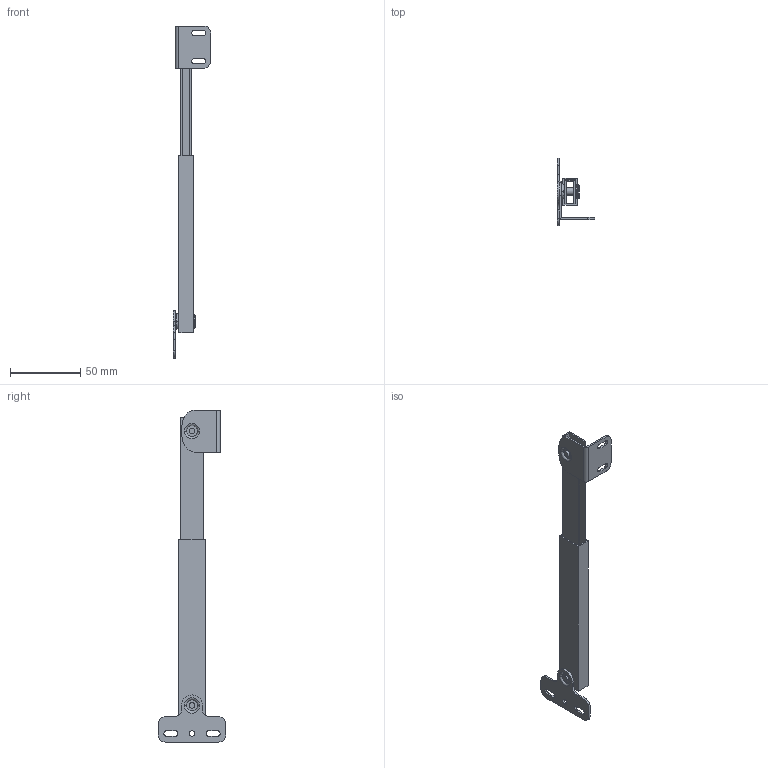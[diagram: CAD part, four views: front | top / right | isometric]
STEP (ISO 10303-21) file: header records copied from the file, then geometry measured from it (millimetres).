
FILE_DESCRIPTION (( 'STEP AP203' ), '1' );
FILE_NAME ('B-1223-12-L.STEP', '2016-08-18T04:21:31', ( '' ), ( '' ), 'SwSTEP 2.0', 'SolidWorks 2014', '' );
FILE_SCHEMA (( 'CONFIG_CONTROL_DESIGN' ));
Length unit declared in the file: millimetre
Products named in the file (7): B-1223ピンB_; B-1223僺儞俙_; B-1223-12-L; B-1223-12-僗僥乕B_; B-1223-12-L僗僥乕A_; B-1223取付け座B_; B-1223取付け座Ａ_
Assembly tree (6 placements, depth 2):
  B-1223-12-L
    B-1223-12-L僗僥乕A_
    B-1223-12-僗僥乕B_
    B-1223取付け座Ａ_
    B-1223僺儞俙_
    B-1223取付け座B_
    B-1223ピンB_
Bounding box: 26.5 x 48 x 236 mm (x, y, z)
Volume: 16095.9 mm3; surface area: 30502.2 mm2
Topology: 6 solids, 6 shells, 142 faces, 358 edges, 234 vertices
Faces by surface type: plane 66, cylinder 64, torus 8, cone 4
Entity records: 5105 total; most frequent: DIRECTION 810, CARTESIAN_POINT 743, ORIENTED_EDGE 716, EDGE_CURVE 358, AXIS2_PLACEMENT_3D 301, VERTEX_POINT 234, LINE 208, VECTOR 208
